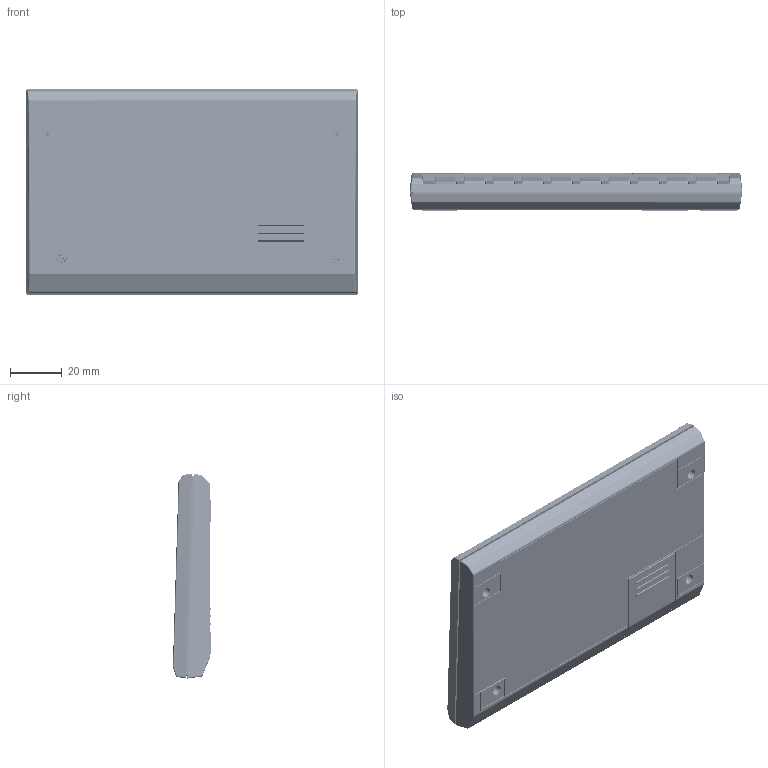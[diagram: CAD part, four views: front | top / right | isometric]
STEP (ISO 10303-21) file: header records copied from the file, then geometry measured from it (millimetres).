
FILE_DESCRIPTION(/* description */ ('','CAx-IF Rec.Pracs.---Representation and Presentation of Product Manufacturing Information (PMI)---4.0---2014-10-13'),/* implementation_level */ '2;1');
FILE_NAME(/* name */ 'hpvgr.step',/* time_stamp */ '2025-04-01T01:34:21+09:00',/* author */ (''),/* organization */ (''),/* preprocessor_version */ 'ST-DEVELOPER v20',/* originating_system */ 'Autodesk Translation Framework v13.20.0.188',/* authorisation */ '');
FILE_SCHEMA (('AP242_MANAGED_MODEL_BASED_3D_ENGINEERING_MIM_LF { 1 0 10303 442 1 1 4 }'));
Products named in the file (12): main; Topcase; Bottomcase; case; lid; sticker; TRight; TLeft; BRight; BLeft; pcb; 1602
Assembly tree (11 placements, depth 3):
  main
    Topcase
    Bottomcase
      case
      lid
      sticker
    TRight
    TLeft
    BRight
    BLeft
    pcb
    1602
Bounding box: 128.81 x 14.86 x 79.56 mm (x, y, z)
Volume: 73943.7 mm3; surface area: 114763.3 mm2
Topology: 14 solids, 14 shells, 5265 faces, 13619 edges, 8249 vertices
Faces by surface type: plane 2226, cylinder 1843, bspline 476, torus 310, cone 250, sphere 160
Full cylindrical faces by diameter (mm): 1.875 x46, 2 x45, 3 x26, 3.15 x15, 3.5 x2, 4 x4, 5 x2, 6 x4
Entity records: 181494 total; most frequent: CARTESIAN_POINT 53131, DIRECTION 26901, ORIENTED_EDGE 26670, EDGE_CURVE 13335, AXIS2_PLACEMENT_3D 9382, VERTEX_POINT 8249, LINE 8137, VECTOR 8137
